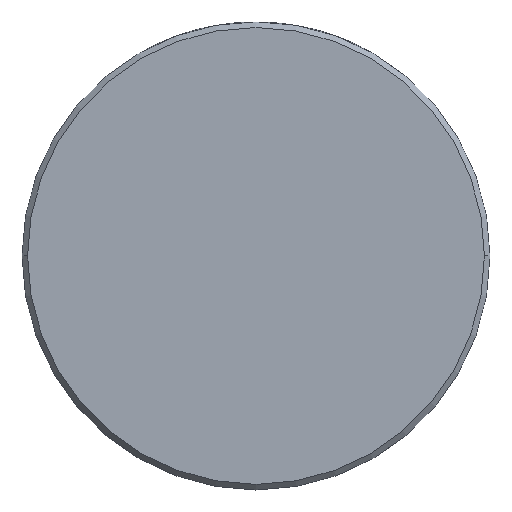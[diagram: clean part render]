
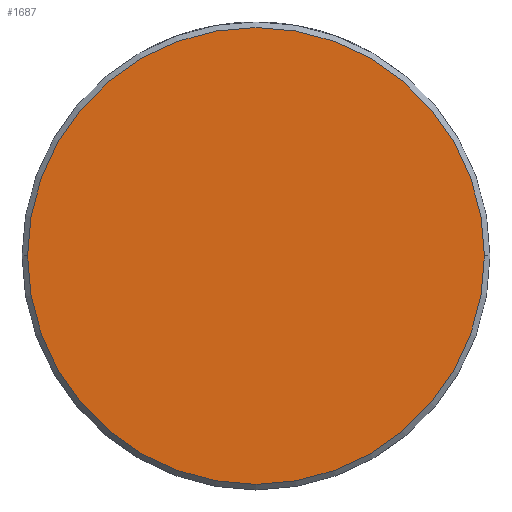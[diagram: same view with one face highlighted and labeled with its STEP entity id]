
A CAD part, top view. The second image highlights one B-rep face of the part: STEP entity #1687.
In plain terms, the highlighted planar face has unit normal (0, 0, 1).
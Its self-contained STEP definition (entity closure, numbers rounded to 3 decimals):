
#268 = CIRCLE ( 'NONE', #281, 12.4 ) ;
#279 = CARTESIAN_POINT ( 'NONE',  ( 0., 0., 1.6 ) ) ;
#281 = AXIS2_PLACEMENT_3D ( 'NONE', #279, #324, #323 ) ;
#282 = CARTESIAN_POINT ( 'NONE',  ( -12.4, 0., 1.6 ) ) ;
#318 = CARTESIAN_POINT ( 'NONE',  ( 12.4, 0., 1.6 ) ) ;
#323 = DIRECTION ( 'NONE',  ( 1., 0., 0. ) ) ;
#324 = DIRECTION ( 'NONE',  ( 0., 0., 1. ) ) ;
#387 = CARTESIAN_POINT ( 'NONE',  ( 0., 0., 1.6 ) ) ;
#391 = CIRCLE ( 'NONE', #428, 12.4 ) ;
#428 = AXIS2_PLACEMENT_3D ( 'NONE', #387, #472, #471 ) ;
#471 = DIRECTION ( 'NONE',  ( 1., 0., 0. ) ) ;
#472 = DIRECTION ( 'NONE',  ( 0., 0., 1. ) ) ;
#744 = DIRECTION ( 'NONE',  ( 1., 0., 0. ) ) ;
#767 = AXIS2_PLACEMENT_3D ( 'NONE', #774, #773, #744 ) ;
#773 = DIRECTION ( 'NONE',  ( 0., 0., 1. ) ) ;
#774 = CARTESIAN_POINT ( 'NONE',  ( 0., -39.684, 1.6 ) ) ;
#915 = PLANE ( 'NONE',  #767 ) ;
#917 = FACE_OUTER_BOUND ( 'NONE', #1822, .T. ) ;
#1536 = EDGE_CURVE ( 'NONE', #1551, #1538, #391, .T. ) ;
#1538 = VERTEX_POINT ( 'NONE', #282 ) ;
#1544 = EDGE_CURVE ( 'NONE', #1538, #1551, #268, .T. ) ;
#1551 = VERTEX_POINT ( 'NONE', #318 ) ;
#1685 = ORIENTED_EDGE ( 'NONE', *, *, #1536, .T. ) ;
#1687 = ADVANCED_FACE ( 'NONE', ( #917 ), #915, .T. ) ;
#1814 = ORIENTED_EDGE ( 'NONE', *, *, #1544, .T. ) ;
#1822 = EDGE_LOOP ( 'NONE', ( #1814, #1685 ) ) ;
